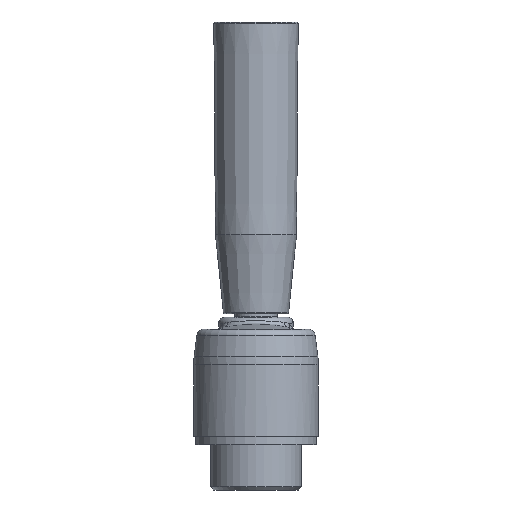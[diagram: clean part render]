
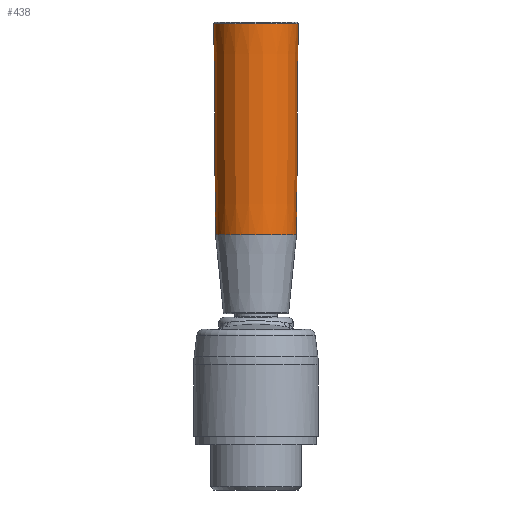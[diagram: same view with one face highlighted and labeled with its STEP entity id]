
A CAD part, left-side view. The second image highlights one B-rep face of the part: STEP entity #438.
In plain terms, the highlighted conical face has half-angle 0.437 degrees and reference radius 12.5 mm.
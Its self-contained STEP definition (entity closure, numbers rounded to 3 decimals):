
#438 = ADVANCED_FACE( '', ( #1109, #1110 ), #1111, .T. );
#1109 = FACE_OUTER_BOUND( '', #2665, .T. );
#1110 = FACE_BOUND( '', #2666, .T. );
#1111 = CONICAL_SURFACE( '', #2667, 12.5, 0.008 );
#2665 = EDGE_LOOP( '', ( #7020 ) );
#2666 = EDGE_LOOP( '', ( #7021 ) );
#2667 = AXIS2_PLACEMENT_3D( '', #7022, #7023, #7024 );
#7020 = ORIENTED_EDGE( '', *, *, #9117, .T. );
#7021 = ORIENTED_EDGE( '', *, *, #9137, .T. );
#7022 = CARTESIAN_POINT( '', ( 71.135, 0., 64.75 ) );
#7023 = DIRECTION( '', ( 0., 0., 1. ) );
#7024 = DIRECTION( '', ( 0., 1., 0. ) );
#9117 = EDGE_CURVE( '', #10244, #10244, #10245, .T. );
#9137 = EDGE_CURVE( '', #10277, #10277, #10278, .T. );
#10244 = VERTEX_POINT( '', #12624 );
#10245 = CIRCLE( '', #12625, 12.996 );
#10277 = VERTEX_POINT( '', #12697 );
#10278 = CIRCLE( '', #12698, 12.5 );
#12624 = CARTESIAN_POINT( '', ( 71.135, -12.996, 129.746 ) );
#12625 = AXIS2_PLACEMENT_3D( '', #15724, #15725, #15726 );
#12697 = CARTESIAN_POINT( '', ( 71.135, 12.5, 64.75 ) );
#12698 = AXIS2_PLACEMENT_3D( '', #15753, #15754, #15755 );
#15724 = CARTESIAN_POINT( '', ( 71.135, 0., 129.746 ) );
#15725 = DIRECTION( '', ( 0., 0., -1. ) );
#15726 = DIRECTION( '', ( 0., -1., 0. ) );
#15753 = CARTESIAN_POINT( '', ( 71.135, 0., 64.75 ) );
#15754 = DIRECTION( '', ( 0., 0., 1. ) );
#15755 = DIRECTION( '', ( 0., 1., 0. ) );
